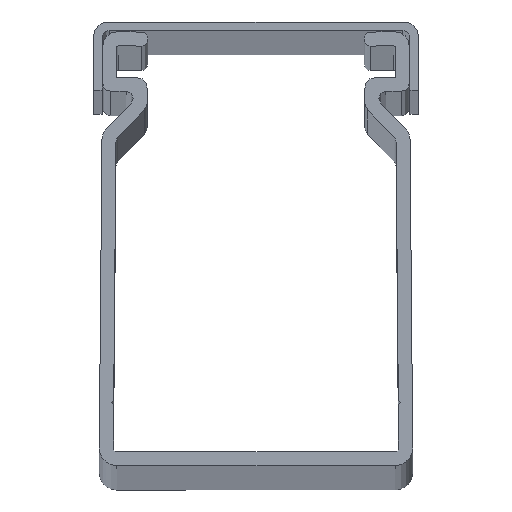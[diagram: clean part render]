
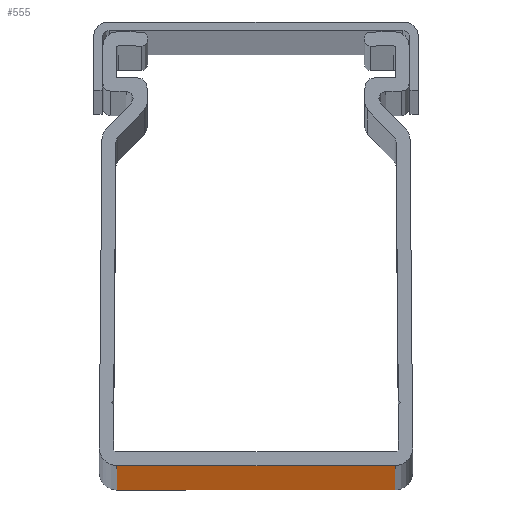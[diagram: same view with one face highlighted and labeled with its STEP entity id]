
A CAD part, top view. The second image highlights one B-rep face of the part: STEP entity #555.
In plain terms, the highlighted planar face has unit normal (0, -1, 0).
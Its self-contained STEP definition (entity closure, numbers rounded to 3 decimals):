
#16 = VECTOR ( 'NONE', #3732, 1000. ) ;
#60 = FACE_OUTER_BOUND ( 'NONE', #3855, .T. ) ;
#74 = DIRECTION ( 'NONE',  ( 0., 0., 1. ) ) ;
#289 = CARTESIAN_POINT ( 'NONE',  ( -19.9, -2., 0. ) ) ;
#355 = CARTESIAN_POINT ( 'NONE',  ( 19.9, -2., 0. ) ) ;
#433 = VECTOR ( 'NONE', #2683, 1000. ) ;
#435 = CARTESIAN_POINT ( 'NONE',  ( 0., -2., 0. ) ) ;
#453 = DIRECTION ( 'NONE',  ( 0., -1., 0. ) ) ;
#472 = DIRECTION ( 'NONE',  ( 0., 0., -1. ) ) ;
#555 = ADVANCED_FACE ( 'NONE', ( #60 ), #595, .T. ) ;
#595 = PLANE ( 'NONE',  #706 ) ;
#635 = CARTESIAN_POINT ( 'NONE',  ( -19.9, -2., -2000. ) ) ;
#662 = VERTEX_POINT ( 'NONE', #635 ) ;
#706 = AXIS2_PLACEMENT_3D ( 'NONE', #435, #453, #472 ) ;
#869 = DIRECTION ( 'NONE',  ( 0., 0., -1. ) ) ;
#880 = VERTEX_POINT ( 'NONE', #2169 ) ;
#916 = ORIENTED_EDGE ( 'NONE', *, *, #3902, .T. ) ;
#1028 = VERTEX_POINT ( 'NONE', #355 ) ;
#1188 = EDGE_CURVE ( 'NONE', #880, #1028, #1825, .T. ) ;
#1197 = CARTESIAN_POINT ( 'NONE',  ( -19.9, -2., 0. ) ) ;
#1613 = CARTESIAN_POINT ( 'NONE',  ( -19.9, -2., -2000. ) ) ;
#1659 = ORIENTED_EDGE ( 'NONE', *, *, #1683, .T. ) ;
#1683 = EDGE_CURVE ( 'NONE', #662, #880, #2505, .T. ) ;
#1816 = VECTOR ( 'NONE', #74, 1000. ) ;
#1825 = LINE ( 'NONE', #3428, #1816 ) ;
#2034 = LINE ( 'NONE', #3518, #433 ) ;
#2169 = CARTESIAN_POINT ( 'NONE',  ( 19.9, -2., -2000. ) ) ;
#2193 = EDGE_CURVE ( 'NONE', #1028, #3782, #2034, .T. ) ;
#2505 = LINE ( 'NONE', #1613, #16 ) ;
#2683 = DIRECTION ( 'NONE',  ( -1., 0., 0. ) ) ;
#2852 = ORIENTED_EDGE ( 'NONE', *, *, #1188, .T. ) ;
#3121 = VECTOR ( 'NONE', #869, 1000. ) ;
#3159 = LINE ( 'NONE', #1197, #3121 ) ;
#3428 = CARTESIAN_POINT ( 'NONE',  ( 19.9, -2., 0. ) ) ;
#3458 = ORIENTED_EDGE ( 'NONE', *, *, #2193, .T. ) ;
#3518 = CARTESIAN_POINT ( 'NONE',  ( -19.9, -2., 0. ) ) ;
#3732 = DIRECTION ( 'NONE',  ( 1., 0., 0. ) ) ;
#3782 = VERTEX_POINT ( 'NONE', #289 ) ;
#3855 = EDGE_LOOP ( 'NONE', ( #916, #1659, #2852, #3458 ) ) ;
#3902 = EDGE_CURVE ( 'NONE', #3782, #662, #3159, .T. ) ;
